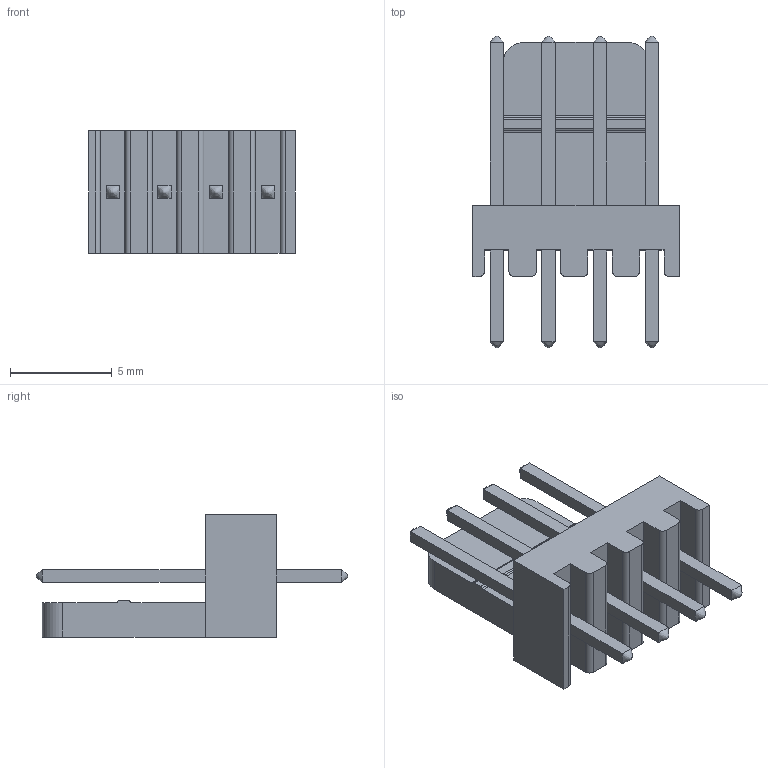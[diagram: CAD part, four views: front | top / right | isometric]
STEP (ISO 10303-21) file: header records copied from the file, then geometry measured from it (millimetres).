
FILE_DESCRIPTION (( 'STEP AP214' ), '1' );
FILE_NAME ('User Library-Molex 4 pines.STEP', '2014-05-21T08:58:51', ( 'Windows User' ), ( '' ), 'SwSTEP 2.0', 'SolidWorks 2014', '' );
FILE_SCHEMA (( 'AUTOMOTIVE_DESIGN' ));
Length unit declared in the file: millimetre
Products named in the file (1): User Library-Molex 4 pines
Bounding box: 10.15 x 15.3 x 6 mm (x, y, z)
Volume: 291.1 mm3; surface area: 545.6 mm2
Topology: 1 solids, 1 shells, 82 faces, 216 edges, 144 vertices
Faces by surface type: plane 60, cylinder 14, bspline 8
Entity records: 3796 total; most frequent: CARTESIAN_POINT 883, ORIENTED_EDGE 432, DIRECTION 362, EDGE_CURVE 216, LINE 156, VECTOR 156, VERTEX_POINT 144, AXIS2_PLACEMENT_3D 103
